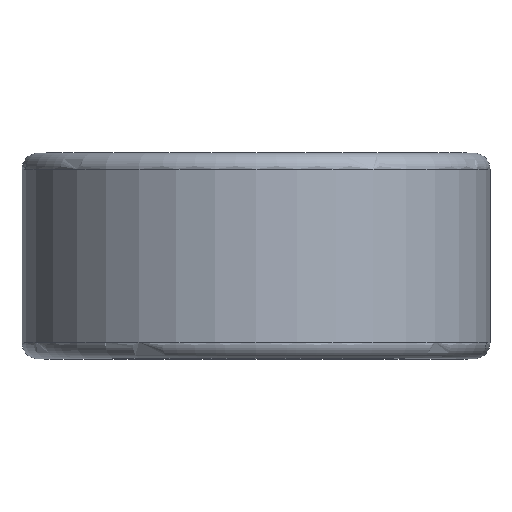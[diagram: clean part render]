
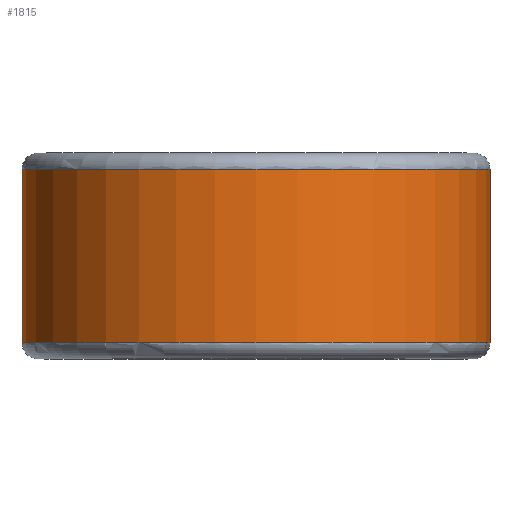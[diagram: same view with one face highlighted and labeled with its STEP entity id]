
A CAD part, top view. The second image highlights one B-rep face of the part: STEP entity #1815.
In plain terms, the highlighted cylindrical face has radius 14.325 mm (diameter 28.65 mm), a full revolution.
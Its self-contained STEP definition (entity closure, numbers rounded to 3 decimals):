
#148=FACE_OUTER_BOUND('',#252,.T.);
#252=EDGE_LOOP('',(#1199,#1200,#1201,#1202,#1203,#1204));
#367=LINE('',#2665,#524);
#524=VECTOR('',#2128,14.325);
#681=CIRCLE('',#1934,14.325);
#682=CIRCLE('',#1935,14.325);
#683=CIRCLE('',#1936,14.325);
#684=CIRCLE('',#1937,14.325);
#736=VERTEX_POINT('',#2661);
#737=VERTEX_POINT('',#2662);
#738=VERTEX_POINT('',#2664);
#739=VERTEX_POINT('',#2666);
#917=EDGE_CURVE('',#736,#737,#681,.T.);
#918=EDGE_CURVE('',#736,#738,#367,.T.);
#919=EDGE_CURVE('',#739,#738,#682,.T.);
#920=EDGE_CURVE('',#738,#739,#683,.T.);
#921=EDGE_CURVE('',#737,#736,#684,.T.);
#1199=ORIENTED_EDGE('',*,*,#917,.F.);
#1200=ORIENTED_EDGE('',*,*,#918,.T.);
#1201=ORIENTED_EDGE('',*,*,#919,.F.);
#1202=ORIENTED_EDGE('',*,*,#920,.F.);
#1203=ORIENTED_EDGE('',*,*,#918,.F.);
#1204=ORIENTED_EDGE('',*,*,#921,.F.);
#1763=CYLINDRICAL_SURFACE('',#1933,14.325);
#1815=ADVANCED_FACE('',(#148),#1763,.T.);
#1933=AXIS2_PLACEMENT_3D('',#2660,#2124,#2125);
#1934=AXIS2_PLACEMENT_3D('',#2663,#2126,#2127);
#1935=AXIS2_PLACEMENT_3D('',#2667,#2129,#2130);
#1936=AXIS2_PLACEMENT_3D('',#2668,#2131,#2132);
#1937=AXIS2_PLACEMENT_3D('',#2669,#2133,#2134);
#2124=DIRECTION('center_axis',(0.,1.,0.));
#2125=DIRECTION('ref_axis',(1.,0.,0.));
#2126=DIRECTION('center_axis',(0.,1.,0.));
#2127=DIRECTION('ref_axis',(1.,0.,0.));
#2128=DIRECTION('',(0.,-1.,0.));
#2129=DIRECTION('center_axis',(0.,-1.,0.));
#2130=DIRECTION('ref_axis',(1.,0.,0.));
#2131=DIRECTION('center_axis',(0.,-1.,0.));
#2132=DIRECTION('ref_axis',(1.,0.,0.));
#2133=DIRECTION('center_axis',(0.,1.,0.));
#2134=DIRECTION('ref_axis',(1.,0.,0.));
#2660=CARTESIAN_POINT('Origin',(0.,0.,0.));
#2661=CARTESIAN_POINT('',(-14.325,11.6,0.));
#2662=CARTESIAN_POINT('',(0.,11.6,14.325));
#2663=CARTESIAN_POINT('Origin',(0.,11.6,0.));
#2664=CARTESIAN_POINT('',(-14.325,1.,0.));
#2665=CARTESIAN_POINT('',(-14.325,0.,0.));
#2666=CARTESIAN_POINT('',(0.,1.,-14.325));
#2667=CARTESIAN_POINT('Origin',(0.,1.,0.));
#2668=CARTESIAN_POINT('Origin',(0.,1.,0.));
#2669=CARTESIAN_POINT('Origin',(0.,11.6,0.));
